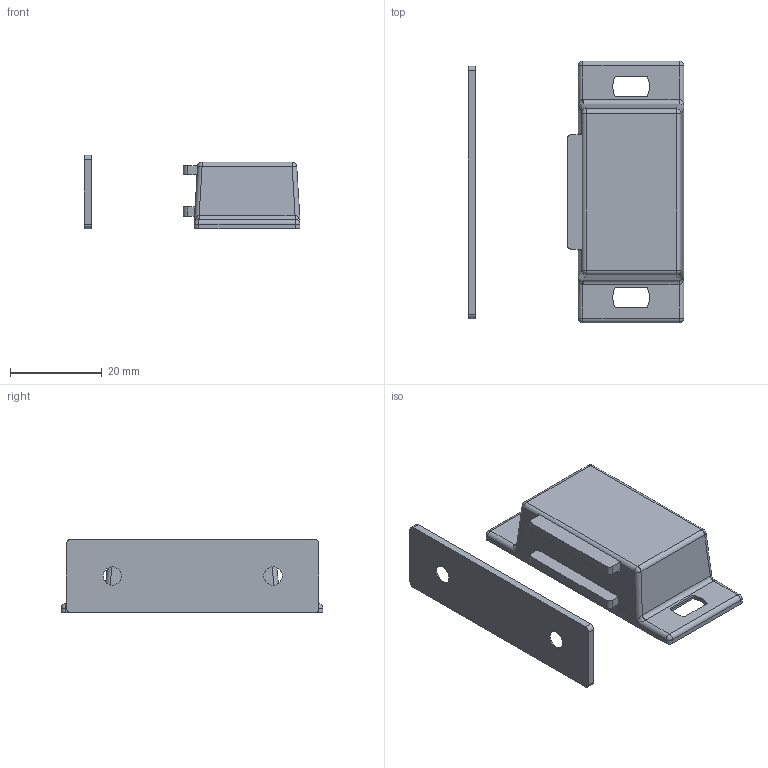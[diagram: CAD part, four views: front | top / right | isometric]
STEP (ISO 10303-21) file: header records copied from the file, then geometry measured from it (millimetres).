
FILE_DESCRIPTION(/* description */ (''),/* implementation_level */ '2;1');
FILE_NAME(/* name */ 'DR_B-MS46.stp',/* time_stamp */ '2018-03-02T17:49:41+09:00',/* author */ ('user'),/* organization */ (''),/* preprocessor_version */ 'ST-DEVELOPER v15.6',/* originating_system */ 'Autodesk Inventor 2015',/* authorisation */ '');
FILE_SCHEMA (('AUTOMOTIVE_DESIGN { 1 0 10303 214 3 1 1 }'));
Length unit declared in the file: millimetre
Products named in the file (3): DR_B-MS46; DR_B-MS46 아대
Bounding box: 47.01 x 57 x 16 mm (x, y, z)
Volume: 9587.4 mm3; surface area: 15816.4 mm2
Topology: 8 solids, 8 shells, 249 faces, 656 edges, 416 vertices
Faces by surface type: plane 142, cylinder 73, bspline 16, sphere 16, cone 2
Full cylindrical faces by diameter (mm): 4 x2
Entity records: 8379 total; most frequent: CARTESIAN_POINT 2114, ORIENTED_EDGE 1300, DIRECTION 1268, EDGE_CURVE 650, LINE 460, VECTOR 460, VERTEX_POINT 414, AXIS2_PLACEMENT_3D 404
